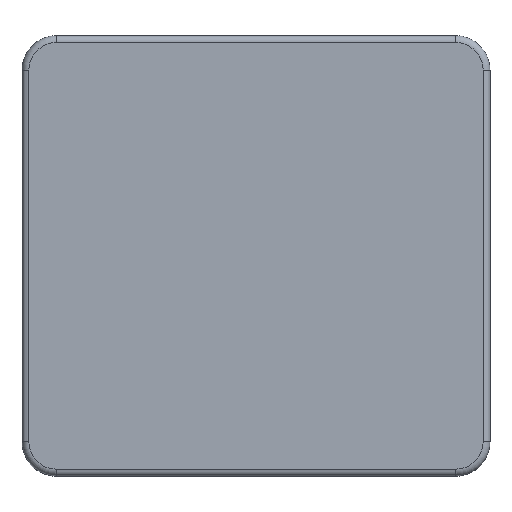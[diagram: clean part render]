
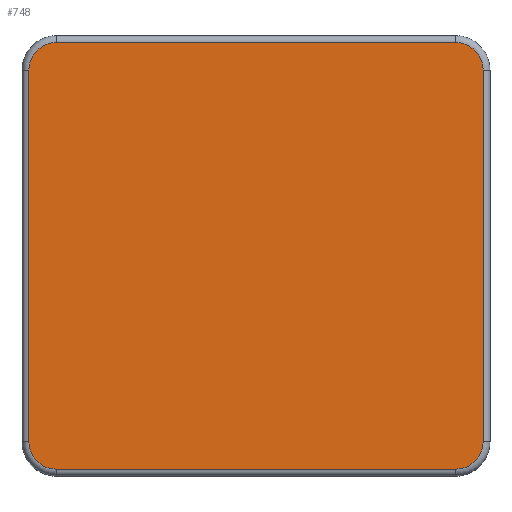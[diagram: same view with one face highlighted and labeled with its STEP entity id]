
A CAD part, top view. The second image highlights one B-rep face of the part: STEP entity #748.
In plain terms, the highlighted planar face has unit normal (0, 0, 1).
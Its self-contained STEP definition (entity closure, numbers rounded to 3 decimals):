
#38 = DIRECTION ( 'NONE',  ( 0., 0., 1. ) ) ;
#43 = EDGE_CURVE ( 'NONE', #186, #1465, #1314, .T. ) ;
#56 = CARTESIAN_POINT ( 'NONE',  ( -3.3, 2.7, 2.8 ) ) ;
#84 = CARTESIAN_POINT ( 'NONE',  ( 2.9, -3.1, 2.8 ) ) ;
#85 = AXIS2_PLACEMENT_3D ( 'NONE', #578, #336, #1420 ) ;
#92 = ORIENTED_EDGE ( 'NONE', *, *, #683, .T. ) ;
#128 = DIRECTION ( 'NONE',  ( 1., 0., 0. ) ) ;
#148 = LINE ( 'NONE', #207, #985 ) ;
#168 = CARTESIAN_POINT ( 'NONE',  ( -3.3, -2.7, 2.8 ) ) ;
#186 = VERTEX_POINT ( 'NONE', #56 ) ;
#200 = VECTOR ( 'NONE', #504, 1000. ) ;
#204 = CARTESIAN_POINT ( 'NONE',  ( -2.9, 3.1, 2.8 ) ) ;
#207 = CARTESIAN_POINT ( 'NONE',  ( -2.9, 3.1, 2.8 ) ) ;
#250 = DIRECTION ( 'NONE',  ( 0., 0., 1. ) ) ;
#296 = AXIS2_PLACEMENT_3D ( 'NONE', #522, #1450, #1135 ) ;
#307 = AXIS2_PLACEMENT_3D ( 'NONE', #1462, #250, #128 ) ;
#321 = VERTEX_POINT ( 'NONE', #204 ) ;
#336 = DIRECTION ( 'NONE',  ( 0., 0., 1. ) ) ;
#386 = AXIS2_PLACEMENT_3D ( 'NONE', #718, #1212, #1556 ) ;
#400 = EDGE_CURVE ( 'NONE', #1564, #321, #148, .T. ) ;
#403 = ORIENTED_EDGE ( 'NONE', *, *, #43, .T. ) ;
#449 = CARTESIAN_POINT ( 'NONE',  ( 2.9, 3.1, 2.8 ) ) ;
#480 = ORIENTED_EDGE ( 'NONE', *, *, #920, .T. ) ;
#499 = AXIS2_PLACEMENT_3D ( 'NONE', #1015, #38, #642 ) ;
#504 = DIRECTION ( 'NONE',  ( 1., 0., 0. ) ) ;
#522 = CARTESIAN_POINT ( 'NONE',  ( -2.9, -2.7, 2.8 ) ) ;
#529 = PLANE ( 'NONE',  #499 ) ;
#534 = LINE ( 'NONE', #84, #200 ) ;
#545 = CIRCLE ( 'NONE', #307, 0.4 ) ;
#548 = VERTEX_POINT ( 'NONE', #1213 ) ;
#553 = VECTOR ( 'NONE', #1563, 1000. ) ;
#578 = CARTESIAN_POINT ( 'NONE',  ( 2.9, -2.7, 2.8 ) ) ;
#605 = EDGE_CURVE ( 'NONE', #1319, #1564, #545, .T. ) ;
#642 = DIRECTION ( 'NONE',  ( 1., 0., 0. ) ) ;
#683 = EDGE_CURVE ( 'NONE', #1465, #979, #1002, .T. ) ;
#718 = CARTESIAN_POINT ( 'NONE',  ( -2.9, 2.7, 2.8 ) ) ;
#748 = ADVANCED_FACE ( 'NONE', ( #1400 ), #529, .T. ) ;
#856 = CARTESIAN_POINT ( 'NONE',  ( -3.3, -2.7, 2.8 ) ) ;
#920 = EDGE_CURVE ( 'NONE', #321, #186, #1499, .T. ) ;
#964 = DIRECTION ( 'NONE',  ( 0., 1., 0. ) ) ;
#967 = EDGE_CURVE ( 'NONE', #979, #548, #534, .T. ) ;
#979 = VERTEX_POINT ( 'NONE', #1474 ) ;
#985 = VECTOR ( 'NONE', #1543, 1000. ) ;
#1002 = CIRCLE ( 'NONE', #296, 0.4 ) ;
#1015 = CARTESIAN_POINT ( 'NONE',  ( 2.9, -2.7, 2.8 ) ) ;
#1030 = ORIENTED_EDGE ( 'NONE', *, *, #1425, .T. ) ;
#1046 = VECTOR ( 'NONE', #964, 1000. ) ;
#1081 = ORIENTED_EDGE ( 'NONE', *, *, #400, .T. ) ;
#1090 = ORIENTED_EDGE ( 'NONE', *, *, #605, .T. ) ;
#1135 = DIRECTION ( 'NONE',  ( 1., 0., 0. ) ) ;
#1140 = CARTESIAN_POINT ( 'NONE',  ( 3.3, 2.7, 2.8 ) ) ;
#1147 = ORIENTED_EDGE ( 'NONE', *, *, #967, .T. ) ;
#1167 = ORIENTED_EDGE ( 'NONE', *, *, #1479, .T. ) ;
#1212 = DIRECTION ( 'NONE',  ( 0., 0., 1. ) ) ;
#1213 = CARTESIAN_POINT ( 'NONE',  ( 2.9, -3.1, 2.8 ) ) ;
#1314 = LINE ( 'NONE', #856, #553 ) ;
#1319 = VERTEX_POINT ( 'NONE', #1140 ) ;
#1351 = VERTEX_POINT ( 'NONE', #1507 ) ;
#1376 = CARTESIAN_POINT ( 'NONE',  ( 3.3, 2.7, 2.8 ) ) ;
#1400 = FACE_OUTER_BOUND ( 'NONE', #1486, .T. ) ;
#1420 = DIRECTION ( 'NONE',  ( 1., 0., 0. ) ) ;
#1425 = EDGE_CURVE ( 'NONE', #1351, #1319, #1555, .T. ) ;
#1450 = DIRECTION ( 'NONE',  ( 0., 0., 1. ) ) ;
#1462 = CARTESIAN_POINT ( 'NONE',  ( 2.9, 2.7, 2.8 ) ) ;
#1465 = VERTEX_POINT ( 'NONE', #168 ) ;
#1474 = CARTESIAN_POINT ( 'NONE',  ( -2.9, -3.1, 2.8 ) ) ;
#1479 = EDGE_CURVE ( 'NONE', #548, #1351, #1573, .T. ) ;
#1486 = EDGE_LOOP ( 'NONE', ( #92, #1147, #1167, #1030, #1090, #1081, #480, #403 ) ) ;
#1499 = CIRCLE ( 'NONE', #386, 0.4 ) ;
#1507 = CARTESIAN_POINT ( 'NONE',  ( 3.3, -2.7, 2.8 ) ) ;
#1543 = DIRECTION ( 'NONE',  ( -1., 0., 0. ) ) ;
#1555 = LINE ( 'NONE', #1376, #1046 ) ;
#1556 = DIRECTION ( 'NONE',  ( 1., 0., 0. ) ) ;
#1563 = DIRECTION ( 'NONE',  ( 0., -1., 0. ) ) ;
#1564 = VERTEX_POINT ( 'NONE', #449 ) ;
#1573 = CIRCLE ( 'NONE', #85, 0.4 ) ;
